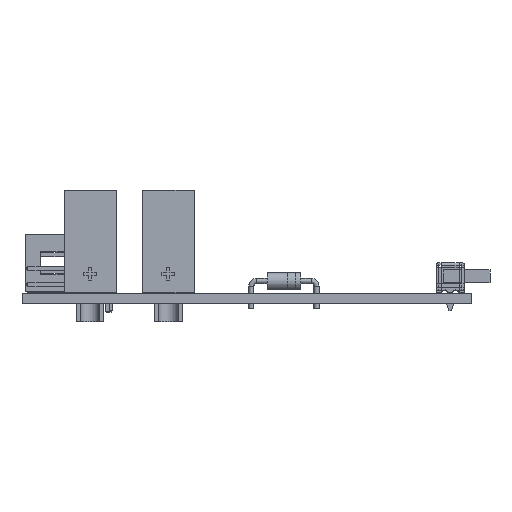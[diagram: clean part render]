
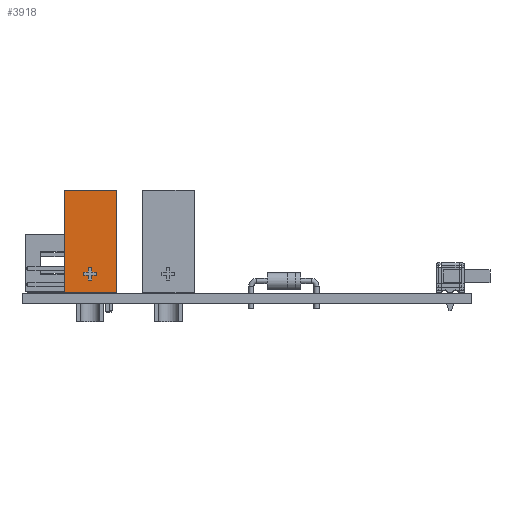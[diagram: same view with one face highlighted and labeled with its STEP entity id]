
A CAD part, left-side view. The second image highlights one B-rep face of the part: STEP entity #3918.
In plain terms, the highlighted face is planar.
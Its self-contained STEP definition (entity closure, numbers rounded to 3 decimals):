
#2786 = EDGE_CURVE('',#2787,#2789,#2791,.T.);
#2787 = VERTEX_POINT('',#2788);
#2788 = CARTESIAN_POINT('',(11.35,-0.25,2.75));
#2789 = VERTEX_POINT('',#2790);
#2790 = CARTESIAN_POINT('',(11.35,-1.,2.75));
#2791 = LINE('',#2792,#2793);
#2792 = CARTESIAN_POINT('',(11.35,-2.525,2.75));
#2793 = VECTOR('',#2794,1.);
#2794 = DIRECTION('',(0.,-1.,0.));
#2826 = EDGE_CURVE('',#2789,#2827,#2829,.T.);
#2827 = VERTEX_POINT('',#2828);
#2828 = CARTESIAN_POINT('',(11.35,-1.,3.25));
#2829 = LINE('',#2830,#2831);
#2830 = CARTESIAN_POINT('',(11.35,-1.,1.625));
#2831 = VECTOR('',#2832,1.);
#2832 = DIRECTION('',(0.,0.,1.));
#2857 = EDGE_CURVE('',#2827,#2858,#2860,.T.);
#2858 = VERTEX_POINT('',#2859);
#2859 = CARTESIAN_POINT('',(11.35,-0.25,3.25));
#2860 = LINE('',#2861,#2862);
#2861 = CARTESIAN_POINT('',(11.35,-2.15,3.25));
#2862 = VECTOR('',#2863,1.);
#2863 = DIRECTION('',(0.,1.,0.));
#2888 = EDGE_CURVE('',#2858,#2889,#2891,.T.);
#2889 = VERTEX_POINT('',#2890);
#2890 = CARTESIAN_POINT('',(11.35,-0.25,4.));
#2891 = LINE('',#2892,#2893);
#2892 = CARTESIAN_POINT('',(11.35,-0.25,2.));
#2893 = VECTOR('',#2894,1.);
#2894 = DIRECTION('',(0.,0.,1.));
#2919 = EDGE_CURVE('',#2889,#2920,#2922,.T.);
#2920 = VERTEX_POINT('',#2921);
#2921 = CARTESIAN_POINT('',(11.35,0.25,4.));
#2922 = LINE('',#2923,#2924);
#2923 = CARTESIAN_POINT('',(11.35,-1.9,4.));
#2924 = VECTOR('',#2925,1.);
#2925 = DIRECTION('',(0.,1.,0.));
#2950 = EDGE_CURVE('',#2920,#2951,#2953,.T.);
#2951 = VERTEX_POINT('',#2952);
#2952 = CARTESIAN_POINT('',(11.35,0.25,3.25));
#2953 = LINE('',#2954,#2955);
#2954 = CARTESIAN_POINT('',(11.35,0.25,1.625));
#2955 = VECTOR('',#2956,1.);
#2956 = DIRECTION('',(0.,0.,-1.));
#2981 = EDGE_CURVE('',#2951,#2982,#2984,.T.);
#2982 = VERTEX_POINT('',#2983);
#2983 = CARTESIAN_POINT('',(11.35,1.,3.25));
#2984 = LINE('',#2985,#2986);
#2985 = CARTESIAN_POINT('',(11.35,-1.525,3.25));
#2986 = VECTOR('',#2987,1.);
#2987 = DIRECTION('',(0.,1.,0.));
#3012 = EDGE_CURVE('',#2982,#3013,#3015,.T.);
#3013 = VERTEX_POINT('',#3014);
#3014 = CARTESIAN_POINT('',(11.35,1.,2.75));
#3015 = LINE('',#3016,#3017);
#3016 = CARTESIAN_POINT('',(11.35,1.,1.375));
#3017 = VECTOR('',#3018,1.);
#3018 = DIRECTION('',(0.,0.,-1.));
#3043 = EDGE_CURVE('',#3013,#3044,#3046,.T.);
#3044 = VERTEX_POINT('',#3045);
#3045 = CARTESIAN_POINT('',(11.35,0.25,2.75));
#3046 = LINE('',#3047,#3048);
#3047 = CARTESIAN_POINT('',(11.35,-1.9,2.75));
#3048 = VECTOR('',#3049,1.);
#3049 = DIRECTION('',(0.,-1.,0.));
#3074 = EDGE_CURVE('',#3044,#3075,#3077,.T.);
#3075 = VERTEX_POINT('',#3076);
#3076 = CARTESIAN_POINT('',(11.35,0.25,2.));
#3077 = LINE('',#3078,#3079);
#3078 = CARTESIAN_POINT('',(11.35,0.25,1.));
#3079 = VECTOR('',#3080,1.);
#3080 = DIRECTION('',(0.,0.,-1.));
#3105 = EDGE_CURVE('',#3075,#3106,#3108,.T.);
#3106 = VERTEX_POINT('',#3107);
#3107 = CARTESIAN_POINT('',(11.35,-0.25,2.));
#3108 = LINE('',#3109,#3110);
#3109 = CARTESIAN_POINT('',(11.35,-2.15,2.));
#3110 = VECTOR('',#3111,1.);
#3111 = DIRECTION('',(0.,-1.,0.));
#3136 = EDGE_CURVE('',#3106,#2787,#3137,.T.);
#3137 = LINE('',#3138,#3139);
#3138 = CARTESIAN_POINT('',(11.35,-0.25,1.375));
#3139 = VECTOR('',#3140,1.);
#3140 = DIRECTION('',(0.,0.,1.));
#3741 = VERTEX_POINT('',#3742);
#3742 = CARTESIAN_POINT('',(11.35,-4.05,0.));
#3750 = EDGE_CURVE('',#3741,#3751,#3753,.T.);
#3751 = VERTEX_POINT('',#3752);
#3752 = CARTESIAN_POINT('',(11.35,-4.05,16.));
#3753 = LINE('',#3754,#3755);
#3754 = CARTESIAN_POINT('',(11.35,-4.05,0.));
#3755 = VECTOR('',#3756,1.);
#3756 = DIRECTION('',(0.,0.,1.));
#3886 = VERTEX_POINT('',#3887);
#3887 = CARTESIAN_POINT('',(11.35,4.05,0.));
#3895 = VERTEX_POINT('',#3896);
#3896 = CARTESIAN_POINT('',(11.35,4.05,16.));
#3902 = EDGE_CURVE('',#3886,#3895,#3903,.T.);
#3903 = LINE('',#3904,#3905);
#3904 = CARTESIAN_POINT('',(11.35,4.05,0.));
#3905 = VECTOR('',#3906,1.);
#3906 = DIRECTION('',(0.,0.,1.));
#3918 = ADVANCED_FACE('',(#3919,#3935),#3949,.T.);
#3919 = FACE_BOUND('',#3920,.T.);
#3920 = EDGE_LOOP('',(#3921,#3927,#3928,#3934));
#3921 = ORIENTED_EDGE('',*,*,#3922,.T.);
#3922 = EDGE_CURVE('',#3741,#3886,#3923,.T.);
#3923 = LINE('',#3924,#3925);
#3924 = CARTESIAN_POINT('',(11.35,-4.05,0.));
#3925 = VECTOR('',#3926,1.);
#3926 = DIRECTION('',(0.,1.,0.));
#3927 = ORIENTED_EDGE('',*,*,#3902,.T.);
#3928 = ORIENTED_EDGE('',*,*,#3929,.F.);
#3929 = EDGE_CURVE('',#3751,#3895,#3930,.T.);
#3930 = LINE('',#3931,#3932);
#3931 = CARTESIAN_POINT('',(11.35,-4.05,16.));
#3932 = VECTOR('',#3933,1.);
#3933 = DIRECTION('',(0.,1.,0.));
#3934 = ORIENTED_EDGE('',*,*,#3750,.F.);
#3935 = FACE_BOUND('',#3936,.T.);
#3936 = EDGE_LOOP('',(#3937,#3938,#3939,#3940,#3941,#3942,#3943,#3944,
    #3945,#3946,#3947,#3948));
#3937 = ORIENTED_EDGE('',*,*,#2786,.T.);
#3938 = ORIENTED_EDGE('',*,*,#2826,.T.);
#3939 = ORIENTED_EDGE('',*,*,#2857,.T.);
#3940 = ORIENTED_EDGE('',*,*,#2888,.T.);
#3941 = ORIENTED_EDGE('',*,*,#2919,.T.);
#3942 = ORIENTED_EDGE('',*,*,#2950,.T.);
#3943 = ORIENTED_EDGE('',*,*,#2981,.T.);
#3944 = ORIENTED_EDGE('',*,*,#3012,.T.);
#3945 = ORIENTED_EDGE('',*,*,#3043,.T.);
#3946 = ORIENTED_EDGE('',*,*,#3074,.T.);
#3947 = ORIENTED_EDGE('',*,*,#3105,.T.);
#3948 = ORIENTED_EDGE('',*,*,#3136,.T.);
#3949 = PLANE('',#3950);
#3950 = AXIS2_PLACEMENT_3D('',#3951,#3952,#3953);
#3951 = CARTESIAN_POINT('',(11.35,-4.05,0.));
#3952 = DIRECTION('',(1.,0.,0.));
#3953 = DIRECTION('',(-0.,1.,0.));
